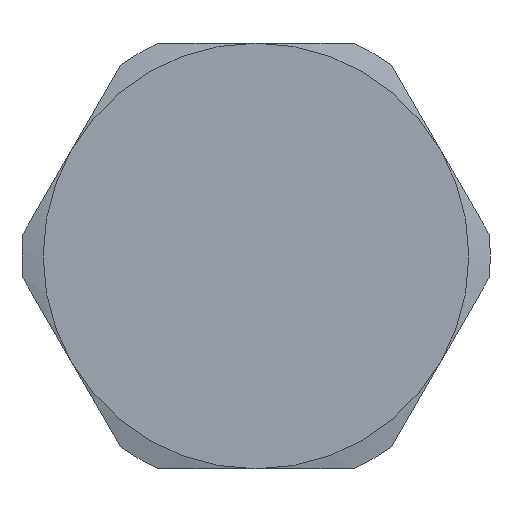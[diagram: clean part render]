
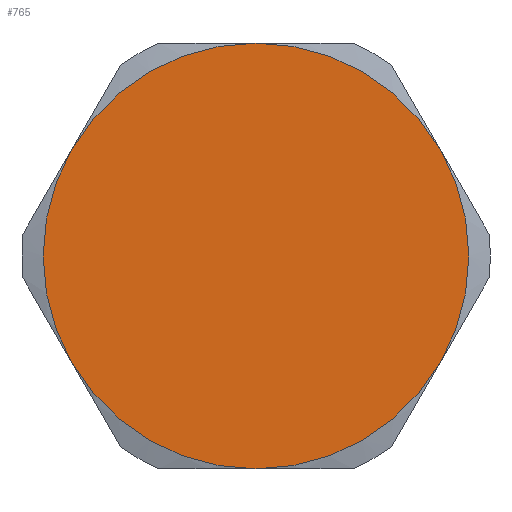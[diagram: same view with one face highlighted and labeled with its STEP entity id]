
A CAD part, left-side view. The second image highlights one B-rep face of the part: STEP entity #765.
In plain terms, the highlighted planar face has unit normal (-1, 0, 0).
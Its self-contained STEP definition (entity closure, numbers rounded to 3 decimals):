
#20 = ORIENTED_EDGE ( 'NONE', *, *, #820, .F. ) ;
#117 = VERTEX_POINT ( 'NONE', #908 ) ;
#178 = CARTESIAN_POINT ( 'NONE',  ( 0., 23.816, -13.75 ) ) ;
#185 = AXIS2_PLACEMENT_3D ( 'NONE', #272, #1025, #938 ) ;
#186 = VERTEX_POINT ( 'NONE', #334 ) ;
#267 = VERTEX_POINT ( 'NONE', #178 ) ;
#272 = CARTESIAN_POINT ( 'NONE',  ( 0., 0., 0. ) ) ;
#312 = VERTEX_POINT ( 'NONE', #513 ) ;
#316 = DIRECTION ( 'NONE',  ( 1., 0., 0. ) ) ;
#334 = CARTESIAN_POINT ( 'NONE',  ( 0., 0., 27.5 ) ) ;
#337 = CARTESIAN_POINT ( 'NONE',  ( 0., 0., 0. ) ) ;
#353 = CARTESIAN_POINT ( 'NONE',  ( 0., 0., 0. ) ) ;
#357 = ORIENTED_EDGE ( 'NONE', *, *, #488, .F. ) ;
#413 = DIRECTION ( 'NONE',  ( 0., 0., 1. ) ) ;
#455 = AXIS2_PLACEMENT_3D ( 'NONE', #721, #1092, #630 ) ;
#461 = CIRCLE ( 'NONE', #185, 27.5 ) ;
#483 = CIRCLE ( 'NONE', #521, 27.5 ) ;
#488 = EDGE_CURVE ( 'NONE', #186, #852, #1036, .T. ) ;
#513 = CARTESIAN_POINT ( 'NONE',  ( 0., -23.816, -13.75 ) ) ;
#521 = AXIS2_PLACEMENT_3D ( 'NONE', #353, #744, #931 ) ;
#532 = EDGE_CURVE ( 'NONE', #186, #941, #1115, .T. ) ;
#538 = DIRECTION ( 'NONE',  ( 0., 0., -1. ) ) ;
#587 = DIRECTION ( 'NONE',  ( 1., 0., 0. ) ) ;
#607 = EDGE_CURVE ( 'NONE', #267, #941, #798, .T. ) ;
#630 = DIRECTION ( 'NONE',  ( 0., 0., -1. ) ) ;
#688 = FACE_OUTER_BOUND ( 'NONE', #1122, .T. ) ;
#691 = CARTESIAN_POINT ( 'NONE',  ( 0., 0., 0. ) ) ;
#712 = CARTESIAN_POINT ( 'NONE',  ( 0., 23.816, 13.75 ) ) ;
#721 = CARTESIAN_POINT ( 'NONE',  ( 0., 0., 0. ) ) ;
#744 = DIRECTION ( 'NONE',  ( 1., 0., 0. ) ) ;
#765 = ADVANCED_FACE ( 'NONE', ( #688 ), #819, .F. ) ;
#783 = DIRECTION ( 'NONE',  ( 0., 0., -1. ) ) ;
#786 = EDGE_CURVE ( 'NONE', #312, #117, #483, .T. ) ;
#792 = DIRECTION ( 'NONE',  ( -1., 0., 0. ) ) ;
#798 = CIRCLE ( 'NONE', #959, 27.5 ) ;
#819 = PLANE ( 'NONE',  #455 ) ;
#820 = EDGE_CURVE ( 'NONE', #117, #267, #461, .T. ) ;
#852 = VERTEX_POINT ( 'NONE', #887 ) ;
#881 = CARTESIAN_POINT ( 'NONE',  ( 0., 0., 0. ) ) ;
#882 = CARTESIAN_POINT ( 'NONE',  ( 0., 0., 0. ) ) ;
#884 = AXIS2_PLACEMENT_3D ( 'NONE', #881, #316, #1178 ) ;
#887 = CARTESIAN_POINT ( 'NONE',  ( 0., -23.816, 13.75 ) ) ;
#908 = CARTESIAN_POINT ( 'NONE',  ( 0., 0., -27.5 ) ) ;
#930 = AXIS2_PLACEMENT_3D ( 'NONE', #882, #792, #413 ) ;
#931 = DIRECTION ( 'NONE',  ( 0., 0., -1. ) ) ;
#938 = DIRECTION ( 'NONE',  ( 0., 0., -1. ) ) ;
#940 = CIRCLE ( 'NONE', #884, 27.5 ) ;
#941 = VERTEX_POINT ( 'NONE', #712 ) ;
#959 = AXIS2_PLACEMENT_3D ( 'NONE', #337, #1011, #538 ) ;
#1011 = DIRECTION ( 'NONE',  ( 1., 0., 0. ) ) ;
#1025 = DIRECTION ( 'NONE',  ( 1., 0., 0. ) ) ;
#1027 = EDGE_CURVE ( 'NONE', #852, #312, #940, .T. ) ;
#1031 = ORIENTED_EDGE ( 'NONE', *, *, #786, .F. ) ;
#1036 = CIRCLE ( 'NONE', #1131, 27.5 ) ;
#1039 = ORIENTED_EDGE ( 'NONE', *, *, #532, .T. ) ;
#1077 = ORIENTED_EDGE ( 'NONE', *, *, #1027, .F. ) ;
#1092 = DIRECTION ( 'NONE',  ( 1., 0., 0. ) ) ;
#1115 = CIRCLE ( 'NONE', #930, 27.5 ) ;
#1122 = EDGE_LOOP ( 'NONE', ( #20, #1031, #1077, #357, #1039, #1172 ) ) ;
#1131 = AXIS2_PLACEMENT_3D ( 'NONE', #691, #587, #783 ) ;
#1172 = ORIENTED_EDGE ( 'NONE', *, *, #607, .F. ) ;
#1178 = DIRECTION ( 'NONE',  ( 0., 0., -1. ) ) ;
